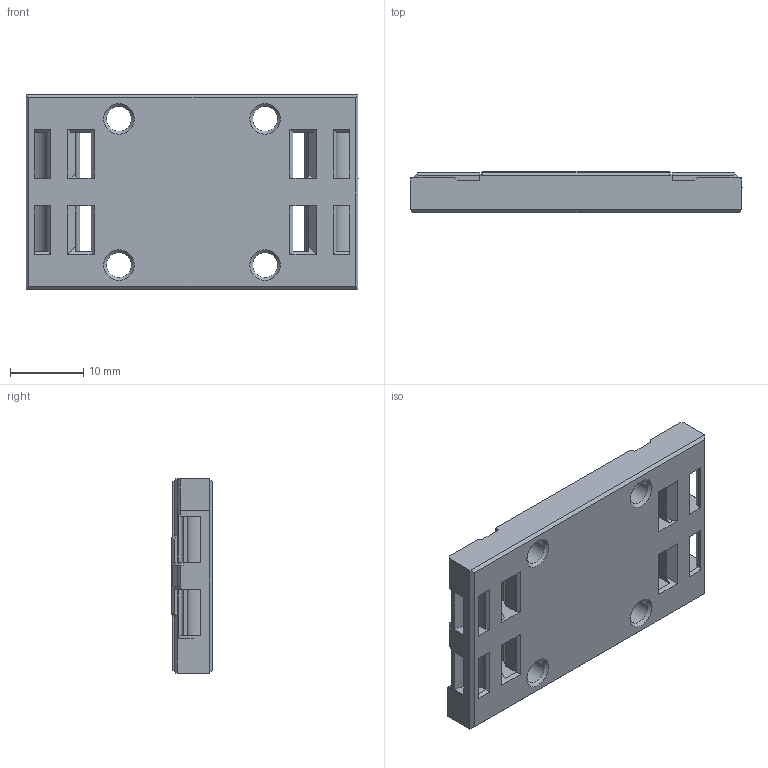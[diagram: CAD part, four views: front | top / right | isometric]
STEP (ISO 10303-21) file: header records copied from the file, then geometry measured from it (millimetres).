
FILE_DESCRIPTION(/* description */ (''),/* implementation_level */ '2;1');
FILE_NAME(/* name */ '',/* time_stamp */ '2024-11-15T23:41:24+03:00',/* author */ (''),/* organization */ (''),/* preprocessor_version */ 'ST-DEVELOPER v20',/* originating_system */ 'Autodesk Translation Framework v13.20.0.188',/* authorisation */ '');
FILE_SCHEMA (('AUTOMOTIVE_DESIGN { 1 0 10303 214 3 1 1 }'));
Length unit declared in the file: millimetre
Products named in the file (1): Шатл без ребр 
для ремней
Bounding box: 45.4 x 5.6 x 26.6 mm (x, y, z)
Volume: 5490.9 mm3; surface area: 4076.7 mm2
Topology: 1 solids, 32 shells, 500 faces, 1288 edges, 844 vertices
Faces by surface type: plane 406, cylinder 82, bspline 8, cone 4
Full cylindrical faces by diameter (mm): 3.4 x4
Entity records: 15312 total; most frequent: CARTESIAN_POINT 2935, ORIENTED_EDGE 2576, DIRECTION 2470, EDGE_CURVE 1288, LINE 1076, VECTOR 1076, VERTEX_POINT 844, AXIS2_PLACEMENT_3D 697
